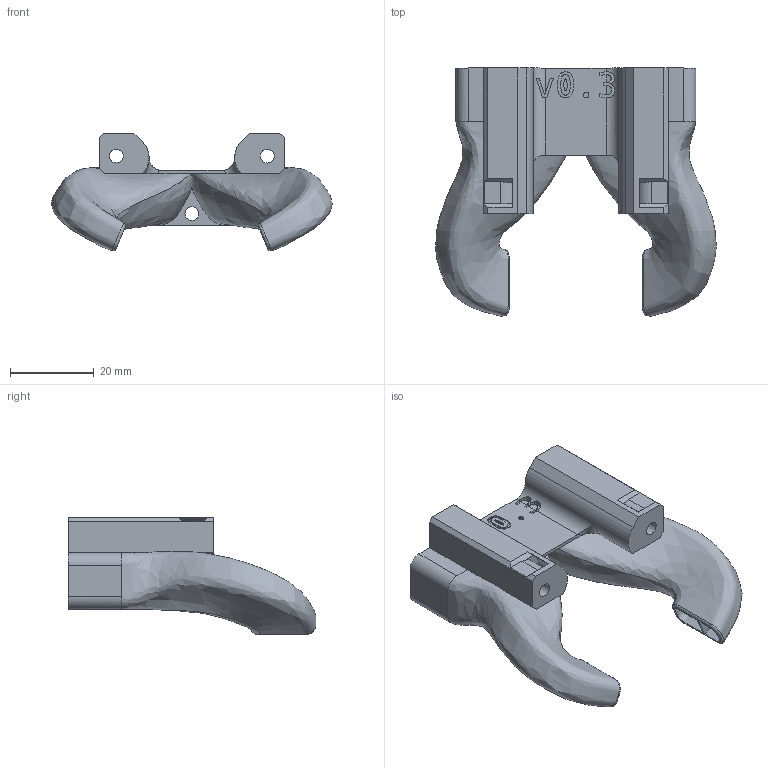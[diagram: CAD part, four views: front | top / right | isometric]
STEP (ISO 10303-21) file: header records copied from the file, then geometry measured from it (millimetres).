
FILE_DESCRIPTION(/* description */ (''),/* implementation_level */ '2;1');
FILE_NAME(/* name */ 'Bottom Horns.step',/* time_stamp */ '2023-09-11T04:24:31-05:00',/* author */ (''),/* organization */ (''),/* preprocessor_version */ 'ST-DEVELOPER v20',/* originating_system */ 'Autodesk Translation Framework v12.9.0.99',/* authorisation */ '');
FILE_SCHEMA (('AUTOMOTIVE_DESIGN { 1 0 10303 214 3 1 1 }'));
Length unit declared in the file: millimetre
Products named in the file (2): Bottom Horns V2; bottom_horns
Assembly tree (1 placements, depth 2):
  Bottom Horns V2
    bottom_horns
Bounding box: 66.89 x 59.14 x 28.09 mm (x, y, z)
Volume: 13365.8 mm3; surface area: 18646.4 mm2
Topology: 1 solids, 1 shells, 240 faces, 754 edges, 517 vertices
Faces by surface type: bspline 116, plane 94, cylinder 28, torus 2
Full cylindrical faces by diameter (mm): 3.3 x3, 4.7 x1
Entity records: 31614 total; most frequent: CARTESIAN_POINT 25727, ORIENTED_EDGE 1508, DIRECTION 755, EDGE_CURVE 754, VERTEX_POINT 517, LINE 347, VECTOR 347, B_SPLINE_CURVE_WITH_KNOTS 328
